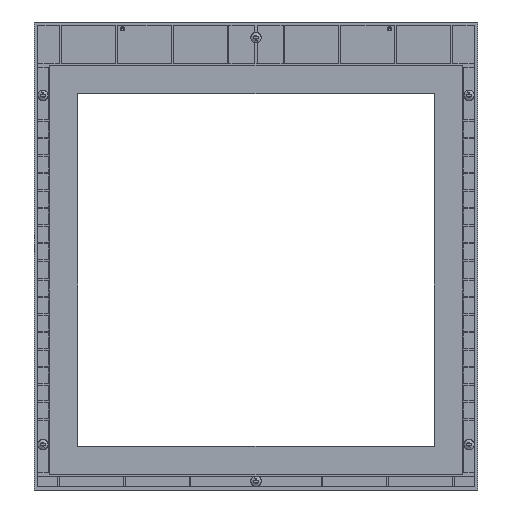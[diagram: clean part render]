
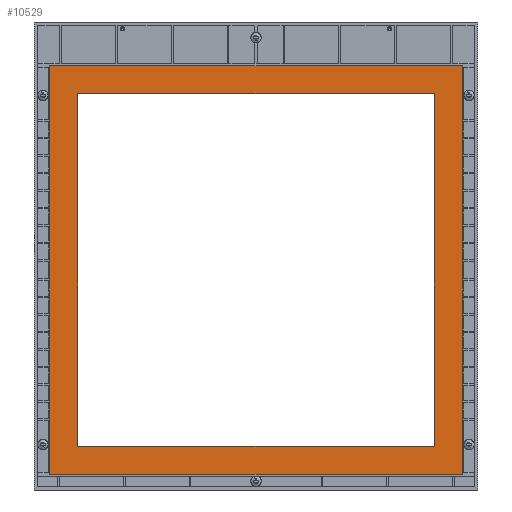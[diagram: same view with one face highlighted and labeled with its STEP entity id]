
A CAD part, front view. The second image highlights one B-rep face of the part: STEP entity #10529.
In plain terms, the highlighted planar face has unit normal (0, -1, 0).
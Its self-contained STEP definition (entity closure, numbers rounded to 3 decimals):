
#613=DIRECTION('',(0.,0.,1.));
#614=VECTOR('',#613,202.);
#615=CARTESIAN_POINT('',(102.,133.,33.));
#616=LINE('',#615,#614);
#617=DIRECTION('',(-1.,0.,0.));
#618=VECTOR('',#617,204.);
#619=CARTESIAN_POINT('',(102.,133.,235.));
#620=LINE('',#619,#618);
#621=DIRECTION('',(0.,0.,-1.));
#622=VECTOR('',#621,202.);
#623=CARTESIAN_POINT('',(-102.,133.,235.));
#624=LINE('',#623,#622);
#625=DIRECTION('',(1.,0.,0.));
#626=VECTOR('',#625,204.);
#627=CARTESIAN_POINT('',(-102.,133.,33.));
#628=LINE('',#627,#626);
#629=DIRECTION('',(1.,0.,0.));
#630=VECTOR('',#629,236.);
#631=CARTESIAN_POINT('',(-118.,133.,17.));
#632=LINE('',#631,#630);
#7727=DIRECTION('',(0.,0.,1.));
#7728=VECTOR('',#7727,234.);
#7729=CARTESIAN_POINT('',(118.,133.,17.));
#7730=LINE('',#7729,#7728);
#7735=DIRECTION('',(-1.,0.,0.));
#7736=VECTOR('',#7735,236.);
#7737=CARTESIAN_POINT('',(118.,133.,251.));
#7738=LINE('',#7737,#7736);
#7743=DIRECTION('',(0.,0.,-1.));
#7744=VECTOR('',#7743,234.);
#7745=CARTESIAN_POINT('',(-118.,133.,251.));
#7746=LINE('',#7745,#7744);
#9145=CARTESIAN_POINT('',(-102.,133.,235.));
#9147=VERTEX_POINT('',#9145);
#9149=CARTESIAN_POINT('',(102.,133.,235.));
#9150=VERTEX_POINT('',#9149);
#9151=CARTESIAN_POINT('',(-102.,133.,33.));
#9153=VERTEX_POINT('',#9151);
#9155=CARTESIAN_POINT('',(102.,133.,33.));
#9157=VERTEX_POINT('',#9155);
#9161=CARTESIAN_POINT('',(-118.,133.,17.));
#9162=CARTESIAN_POINT('',(118.,133.,17.));
#9163=VERTEX_POINT('',#9161);
#9164=VERTEX_POINT('',#9162);
#9165=CARTESIAN_POINT('',(-118.,133.,251.));
#9166=VERTEX_POINT('',#9165);
#9167=CARTESIAN_POINT('',(118.,133.,251.));
#9168=VERTEX_POINT('',#9167);
#10508=CARTESIAN_POINT('',(0.,133.,134.));
#10509=DIRECTION('',(0.,1.,0.));
#10510=DIRECTION('',(-1.,0.,0.));
#10511=AXIS2_PLACEMENT_3D('',#10508,#10509,#10510);
#10512=PLANE('',#10511);
#10514=ORIENTED_EDGE('',*,*,#10513,.F.);
#10516=ORIENTED_EDGE('',*,*,#10515,.F.);
#10518=ORIENTED_EDGE('',*,*,#10517,.F.);
#10520=ORIENTED_EDGE('',*,*,#10519,.F.);
#10521=EDGE_LOOP('',(#10514,#10516,#10518,#10520));
#10522=FACE_OUTER_BOUND('',#10521,.F.);
#10523=ORIENTED_EDGE('',*,*,#10494,.T.);
#10524=ORIENTED_EDGE('',*,*,#10431,.T.);
#10525=ORIENTED_EDGE('',*,*,#10453,.T.);
#10526=ORIENTED_EDGE('',*,*,#10474,.T.);
#10527=EDGE_LOOP('',(#10523,#10524,#10525,#10526));
#10528=FACE_BOUND('',#10527,.F.);
#10431=EDGE_CURVE('',#9150,#9147,#620,.T.);
#10453=EDGE_CURVE('',#9147,#9153,#624,.T.);
#10474=EDGE_CURVE('',#9153,#9157,#628,.T.);
#10494=EDGE_CURVE('',#9157,#9150,#616,.T.);
#10513=EDGE_CURVE('',#9163,#9164,#632,.T.);
#10515=EDGE_CURVE('',#9166,#9163,#7746,.T.);
#10517=EDGE_CURVE('',#9168,#9166,#7738,.T.);
#10519=EDGE_CURVE('',#9164,#9168,#7730,.T.);
#10529=ADVANCED_FACE('',(#10522,#10528),#10512,.F.);
